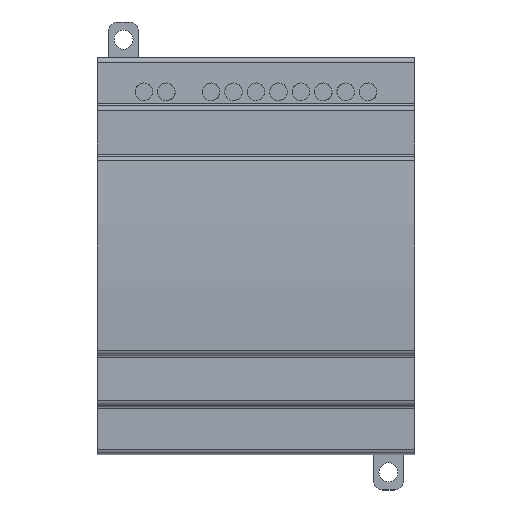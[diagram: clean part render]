
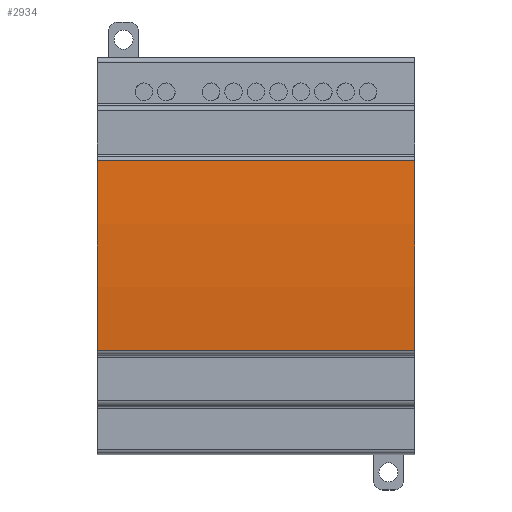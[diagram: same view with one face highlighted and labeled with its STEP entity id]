
A CAD part, top view. The second image highlights one B-rep face of the part: STEP entity #2934.
In plain terms, the highlighted cylindrical face has radius 253.599 mm (diameter 507.198 mm), a partial arc.
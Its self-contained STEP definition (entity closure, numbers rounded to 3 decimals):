
#2874=CARTESIAN_POINT('',(0.0,21.535,51.582));
#2875=VERTEX_POINT('',#2874);
#2883=CARTESIAN_POINT('',(72.0,21.535,51.582));
#2884=VERTEX_POINT('',#2883);
#2885=CARTESIAN_POINT('',(72.0,21.535,51.582));
#2886=DIRECTION('',(-1.0,0.0,0.0));
#2887=VECTOR('',#2886,72.0);
#2888=LINE('',#2885,#2887);
#2889=EDGE_CURVE('',#2884,#2875,#2888,.T.);
#2902=CARTESIAN_POINT('',(72.,0.,-201.1));
#2903=DIRECTION('',(-1.0,0.0,0.));
#2904=DIRECTION('',(0.,0.,1.));
#2905=AXIS2_PLACEMENT_3D('',#2902,#2903,#2904);
#2906=CYLINDRICAL_SURFACE('',#2905,253.599);
#2907=CARTESIAN_POINT('',(0.0,-21.532,51.583));
#2908=VERTEX_POINT('',#2907);
#2909=CARTESIAN_POINT('',(0.,0.,-201.1));
#2910=DIRECTION('',(1.0,0.,0.));
#2911=DIRECTION('',(0.,0.,1.));
#2912=AXIS2_PLACEMENT_3D('',#2909,#2910,#2911);
#2913=CIRCLE('',#2912,253.599);
#2914=EDGE_CURVE('',#2875,#2908,#2913,.T.);
#2915=ORIENTED_EDGE('',*,*,#2914,.T.);
#2916=CARTESIAN_POINT('',(72.0,-21.532,51.583));
#2917=VERTEX_POINT('',#2916);
#2918=CARTESIAN_POINT('',(72.0,-21.532,51.583));
#2919=DIRECTION('',(-1.0,0.0,0.0));
#2920=VECTOR('',#2919,72.0);
#2921=LINE('',#2918,#2920);
#2922=EDGE_CURVE('',#2917,#2908,#2921,.T.);
#2923=ORIENTED_EDGE('',*,*,#2922,.F.);
#2924=CARTESIAN_POINT('',(72.,0.,-201.1));
#2925=DIRECTION('',(-1.0,0.,0.));
#2926=DIRECTION('',(0.,0.,1.));
#2927=AXIS2_PLACEMENT_3D('',#2924,#2925,#2926);
#2928=CIRCLE('',#2927,253.599);
#2929=EDGE_CURVE('',#2917,#2884,#2928,.T.);
#2930=ORIENTED_EDGE('',*,*,#2929,.T.);
#2931=ORIENTED_EDGE('',*,*,#2889,.T.);
#2932=EDGE_LOOP('',(#2915,#2923,#2930,#2931));
#2933=FACE_OUTER_BOUND('',#2932,.T.);
#2934=ADVANCED_FACE('',(#2933),#2906,.T.);
